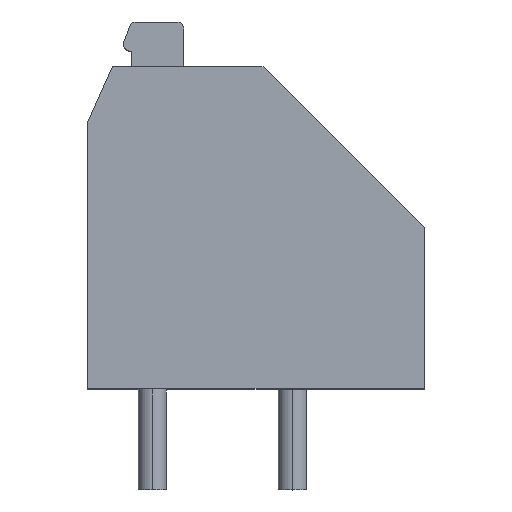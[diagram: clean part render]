
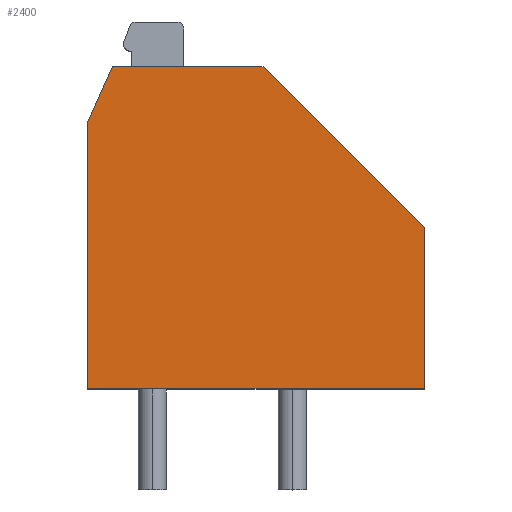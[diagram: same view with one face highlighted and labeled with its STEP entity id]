
A CAD part, top view. The second image highlights one B-rep face of the part: STEP entity #2400.
In plain terms, the highlighted planar face has unit normal (0, 0, 1).
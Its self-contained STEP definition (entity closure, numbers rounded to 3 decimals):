
#95 = CARTESIAN_POINT ( 'NONE',  ( 0.875, 11.5, 8.5 ) ) ;
#162 = EDGE_CURVE ( 'NONE', #792, #1696, #877, .T. ) ;
#367 = DIRECTION ( 'NONE',  ( -1., 0., 0. ) ) ;
#373 = CARTESIAN_POINT ( 'NONE',  ( 12., 0., 8.5 ) ) ;
#479 = ORIENTED_EDGE ( 'NONE', *, *, #3188, .T. ) ;
#495 = VERTEX_POINT ( 'NONE', #3420 ) ;
#552 = VECTOR ( 'NONE', #3567, 1000. ) ;
#594 = CARTESIAN_POINT ( 'NONE',  ( 6.25, 11.5, 8.5 ) ) ;
#683 = PLANE ( 'NONE',  #3278 ) ;
#702 = EDGE_LOOP ( 'NONE', ( #479, #3686, #1956, #2960, #3603, #2792 ) ) ;
#762 = EDGE_CURVE ( 'NONE', #1696, #495, #1540, .T. ) ;
#792 = VERTEX_POINT ( 'NONE', #1565 ) ;
#877 = LINE ( 'NONE', #2159, #1868 ) ;
#886 = DIRECTION ( 'NONE',  ( 0., -1., 0. ) ) ;
#1045 = LINE ( 'NONE', #2335, #552 ) ;
#1289 = VERTEX_POINT ( 'NONE', #2305 ) ;
#1540 = LINE ( 'NONE', #2836, #2405 ) ;
#1544 = CARTESIAN_POINT ( 'NONE',  ( 12., 0., 8.5 ) ) ;
#1565 = CARTESIAN_POINT ( 'NONE',  ( 6.25, 11.5, 8.5 ) ) ;
#1652 = DIRECTION ( 'NONE',  ( 1., 0., 0. ) ) ;
#1696 = VERTEX_POINT ( 'NONE', #95 ) ;
#1868 = VECTOR ( 'NONE', #3402, 1000. ) ;
#1871 = DIRECTION ( 'NONE',  ( -0.707, 0.707, 0. ) ) ;
#1956 = ORIENTED_EDGE ( 'NONE', *, *, #2474, .T. ) ;
#1957 = CARTESIAN_POINT ( 'NONE',  ( 0., 0., 8.5 ) ) ;
#2039 = VERTEX_POINT ( 'NONE', #1544 ) ;
#2159 = CARTESIAN_POINT ( 'NONE',  ( 0.875, 11.5, 8.5 ) ) ;
#2305 = CARTESIAN_POINT ( 'NONE',  ( 12., 5.75, 8.5 ) ) ;
#2335 = CARTESIAN_POINT ( 'NONE',  ( 12., 5.75, 8.5 ) ) ;
#2400 = ADVANCED_FACE ( 'NONE', ( #3511 ), #683, .F. ) ;
#2405 = VECTOR ( 'NONE', #4043, 1000. ) ;
#2474 = EDGE_CURVE ( 'NONE', #2039, #1289, #1045, .T. ) ;
#2486 = LINE ( 'NONE', #3706, #3269 ) ;
#2792 = ORIENTED_EDGE ( 'NONE', *, *, #762, .T. ) ;
#2836 = CARTESIAN_POINT ( 'NONE',  ( 0., 9.527, 8.5 ) ) ;
#2909 = VECTOR ( 'NONE', #1871, 1000. ) ;
#2960 = ORIENTED_EDGE ( 'NONE', *, *, #2963, .T. ) ;
#2963 = EDGE_CURVE ( 'NONE', #1289, #792, #3433, .T. ) ;
#3188 = EDGE_CURVE ( 'NONE', #495, #3824, #2486, .T. ) ;
#3229 = DIRECTION ( 'NONE',  ( 0., 0., -1. ) ) ;
#3236 = LINE ( 'NONE', #373, #3515 ) ;
#3269 = VECTOR ( 'NONE', #886, 1000. ) ;
#3278 = AXIS2_PLACEMENT_3D ( 'NONE', #1957, #3229, #367 ) ;
#3286 = EDGE_CURVE ( 'NONE', #3824, #2039, #3236, .T. ) ;
#3402 = DIRECTION ( 'NONE',  ( -1., 0., 0. ) ) ;
#3420 = CARTESIAN_POINT ( 'NONE',  ( 0., 9.527, 8.5 ) ) ;
#3430 = CARTESIAN_POINT ( 'NONE',  ( 0., 0., 8.5 ) ) ;
#3433 = LINE ( 'NONE', #594, #2909 ) ;
#3511 = FACE_OUTER_BOUND ( 'NONE', #702, .T. ) ;
#3515 = VECTOR ( 'NONE', #1652, 1000. ) ;
#3567 = DIRECTION ( 'NONE',  ( 0., 1., 0. ) ) ;
#3603 = ORIENTED_EDGE ( 'NONE', *, *, #162, .T. ) ;
#3686 = ORIENTED_EDGE ( 'NONE', *, *, #3286, .T. ) ;
#3706 = CARTESIAN_POINT ( 'NONE',  ( 0., 0., 8.5 ) ) ;
#3824 = VERTEX_POINT ( 'NONE', #3430 ) ;
#4043 = DIRECTION ( 'NONE',  ( -0.405, -0.914, 0. ) ) ;
